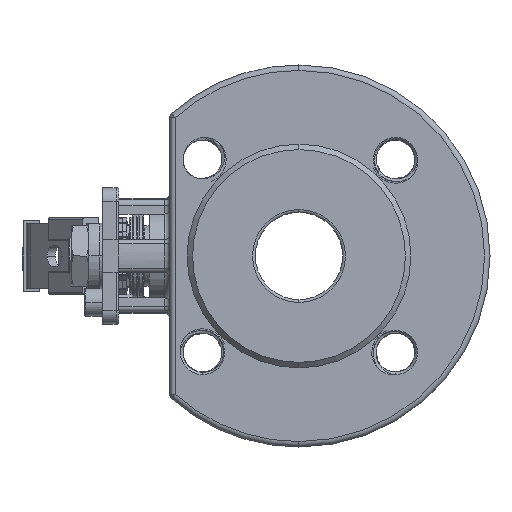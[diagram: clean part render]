
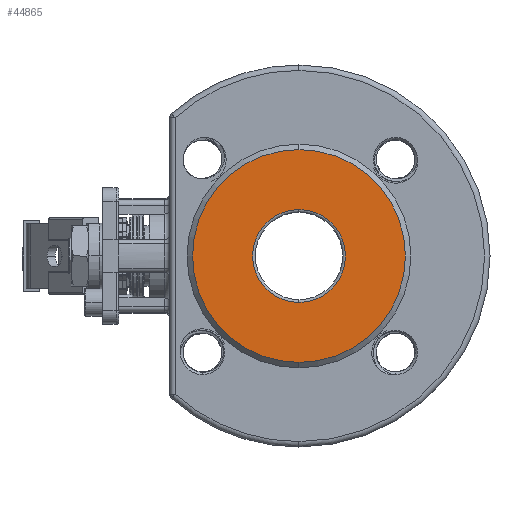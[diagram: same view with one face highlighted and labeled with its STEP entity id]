
A CAD part, left-side view. The second image highlights one B-rep face of the part: STEP entity #44865.
In plain terms, the highlighted planar face has unit normal (-1, 0, 0).
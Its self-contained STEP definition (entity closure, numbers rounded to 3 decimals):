
#600 = CARTESIAN_POINT ( 'NONE',  ( -30., 0., -39. ) ) ;
#1225 = DIRECTION ( 'NONE',  ( 1., 0., 0. ) ) ;
#2715 = FACE_OUTER_BOUND ( 'NONE', #19892, .T. ) ;
#3050 = CARTESIAN_POINT ( 'NONE',  ( -30., 0., -17. ) ) ;
#5078 = EDGE_CURVE ( 'NONE', #94739, #42908, #75311, .T. ) ;
#10605 = DIRECTION ( 'NONE',  ( -1., 0., 0. ) ) ;
#11547 = FACE_BOUND ( 'NONE', #16850, .T. ) ;
#15985 = AXIS2_PLACEMENT_3D ( 'NONE', #18494, #10605, #41114 ) ;
#16850 = EDGE_LOOP ( 'NONE', ( #31980, #78756 ) ) ;
#18370 = VERTEX_POINT ( 'NONE', #3050 ) ;
#18461 = DIRECTION ( 'NONE',  ( 1., 0., 0. ) ) ;
#18494 = CARTESIAN_POINT ( 'NONE',  ( -30., 0., 0. ) ) ;
#19892 = EDGE_LOOP ( 'NONE', ( #75324, #94291 ) ) ;
#24868 = CARTESIAN_POINT ( 'NONE',  ( -30., 39., 0. ) ) ;
#26043 = CARTESIAN_POINT ( 'NONE',  ( -30., 0., 0. ) ) ;
#31980 = ORIENTED_EDGE ( 'NONE', *, *, #76794, .T. ) ;
#36692 = DIRECTION ( 'NONE',  ( 0., 0., -1. ) ) ;
#41114 = DIRECTION ( 'NONE',  ( 0., 0., 1. ) ) ;
#41346 = CIRCLE ( 'NONE', #55438, 17. ) ;
#41570 = DIRECTION ( 'NONE',  ( 0., 1., 0. ) ) ;
#42908 = VERTEX_POINT ( 'NONE', #600 ) ;
#44865 = ADVANCED_FACE ( 'NONE', ( #11547, #2715 ), #85809, .F. ) ;
#45999 = CARTESIAN_POINT ( 'NONE',  ( -30., 0., 0. ) ) ;
#50565 = VERTEX_POINT ( 'NONE', #91466 ) ;
#55238 = CIRCLE ( 'NONE', #15985, 39. ) ;
#55438 = AXIS2_PLACEMENT_3D ( 'NONE', #45999, #1225, #36692 ) ;
#56518 = AXIS2_PLACEMENT_3D ( 'NONE', #60062, #90054, #75774 ) ;
#57079 = CIRCLE ( 'NONE', #60143, 17. ) ;
#60062 = CARTESIAN_POINT ( 'NONE',  ( -30., 0., 0. ) ) ;
#60143 = AXIS2_PLACEMENT_3D ( 'NONE', #26043, #65373, #86507 ) ;
#65373 = DIRECTION ( 'NONE',  ( 1., 0., 0. ) ) ;
#65569 = CARTESIAN_POINT ( 'NONE',  ( -30., 0., 39. ) ) ;
#73274 = EDGE_CURVE ( 'NONE', #42908, #94739, #55238, .T. ) ;
#75311 = CIRCLE ( 'NONE', #56518, 39. ) ;
#75324 = ORIENTED_EDGE ( 'NONE', *, *, #73274, .T. ) ;
#75774 = DIRECTION ( 'NONE',  ( 0., 0., 1. ) ) ;
#76794 = EDGE_CURVE ( 'NONE', #18370, #50565, #57079, .T. ) ;
#77437 = EDGE_CURVE ( 'NONE', #50565, #18370, #41346, .T. ) ;
#78756 = ORIENTED_EDGE ( 'NONE', *, *, #77437, .T. ) ;
#85809 = PLANE ( 'NONE',  #87939 ) ;
#86507 = DIRECTION ( 'NONE',  ( 0., 0., -1. ) ) ;
#87939 = AXIS2_PLACEMENT_3D ( 'NONE', #24868, #18461, #41570 ) ;
#90054 = DIRECTION ( 'NONE',  ( -1., 0., 0. ) ) ;
#91466 = CARTESIAN_POINT ( 'NONE',  ( -30., 0., 17. ) ) ;
#94291 = ORIENTED_EDGE ( 'NONE', *, *, #5078, .T. ) ;
#94739 = VERTEX_POINT ( 'NONE', #65569 ) ;
